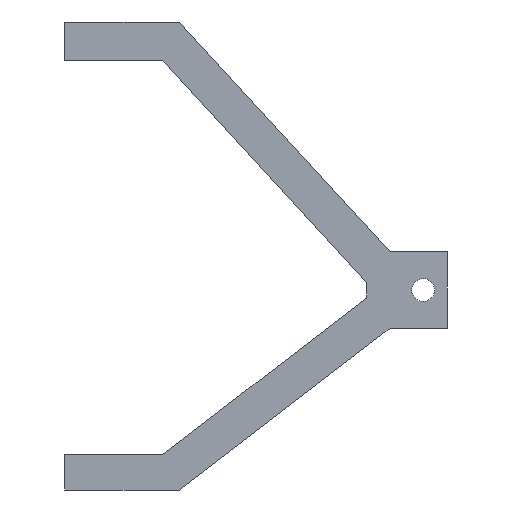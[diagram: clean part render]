
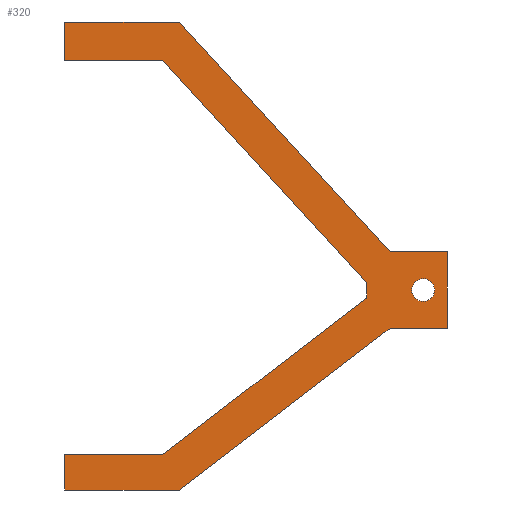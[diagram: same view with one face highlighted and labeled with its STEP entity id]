
A CAD part, left-side view. The second image highlights one B-rep face of the part: STEP entity #320.
In plain terms, the highlighted planar face has unit normal (-1, 0, 0).
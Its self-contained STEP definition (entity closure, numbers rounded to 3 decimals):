
#1=CARTESIAN_POINT('',(0.,3.18,0.));
#2=DIRECTION('',(-1.,0.,0.));
#3=DIRECTION('',(0.,0.,-1.));
#4=AXIS2_PLACEMENT_3D('',#1,#2,#3);
#6=CARTESIAN_POINT('',(0.,3.18,0.));
#7=DIRECTION('',(-1.,0.,0.));
#8=DIRECTION('',(0.,0.,1.));
#9=AXIS2_PLACEMENT_3D('',#6,#7,#8);
#11=DIRECTION('',(0.,0.,-1.));
#12=VECTOR('',#11,5.);
#13=CARTESIAN_POINT('',(0.,0.,0.));
#14=LINE('',#13,#12);
#15=DIRECTION('',(0.,1.,0.));
#16=VECTOR('',#15,7.5);
#17=CARTESIAN_POINT('',(0.,0.,-5.));
#18=LINE('',#17,#16);
#19=DIRECTION('',(0.,0.793,-0.609));
#20=VECTOR('',#19,34.671);
#21=CARTESIAN_POINT('',(0.,7.5,-5.));
#22=LINE('',#21,#20);
#23=DIRECTION('',(0.,1.,0.));
#24=VECTOR('',#23,15.);
#25=CARTESIAN_POINT('',(0.,35.,-26.115));
#26=LINE('',#25,#24);
#27=DIRECTION('',(0.,0.,1.));
#28=VECTOR('',#27,4.615);
#29=CARTESIAN_POINT('',(0.,50.,-26.115));
#30=LINE('',#29,#28);
#31=DIRECTION('',(0.,-1.,0.));
#32=VECTOR('',#31,12.8);
#33=CARTESIAN_POINT('',(0.,50.,-21.5));
#34=LINE('',#33,#32);
#35=DIRECTION('',(0.,-0.793,0.609));
#36=VECTOR('',#35,33.576);
#37=CARTESIAN_POINT('',(0.,37.2,-21.5));
#38=LINE('',#37,#36);
#39=DIRECTION('',(0.,0.,1.));
#40=VECTOR('',#39,2.);
#41=CARTESIAN_POINT('',(0.,10.568,-1.052));
#42=LINE('',#41,#40);
#43=DIRECTION('',(0.,0.676,0.737));
#44=VECTOR('',#43,39.411);
#45=CARTESIAN_POINT('',(0.,10.568,0.948));
#46=LINE('',#45,#44);
#47=DIRECTION('',(0.,1.,0.));
#48=VECTOR('',#47,12.8);
#49=CARTESIAN_POINT('',(0.,37.2,30.));
#50=LINE('',#49,#48);
#51=DIRECTION('',(0.,0.,1.));
#52=VECTOR('',#51,5.);
#53=CARTESIAN_POINT('',(0.,50.,30.));
#54=LINE('',#53,#52);
#55=DIRECTION('',(0.,-1.,0.));
#56=VECTOR('',#55,15.);
#57=CARTESIAN_POINT('',(0.,50.,35.));
#58=LINE('',#57,#56);
#59=DIRECTION('',(0.,-0.676,-0.737));
#60=VECTOR('',#59,40.697);
#61=CARTESIAN_POINT('',(0.,35.,35.));
#62=LINE('',#61,#60);
#63=DIRECTION('',(0.,-1.,0.));
#64=VECTOR('',#63,7.5);
#65=CARTESIAN_POINT('',(0.,7.5,5.));
#66=LINE('',#65,#64);
#67=DIRECTION('',(0.,0.,-1.));
#68=VECTOR('',#67,5.);
#69=CARTESIAN_POINT('',(0.,0.,5.));
#70=LINE('',#69,#68);
#209=CARTESIAN_POINT('',(0.,0.,0.));
#210=CARTESIAN_POINT('',(0.,0.,-5.));
#211=VERTEX_POINT('',#209);
#212=VERTEX_POINT('',#210);
#213=CARTESIAN_POINT('',(0.,7.5,-5.));
#214=VERTEX_POINT('',#213);
#215=CARTESIAN_POINT('',(0.,10.568,-1.052));
#216=CARTESIAN_POINT('',(0.,10.568,0.948));
#217=VERTEX_POINT('',#215);
#218=VERTEX_POINT('',#216);
#219=CARTESIAN_POINT('',(0.,37.2,30.));
#220=VERTEX_POINT('',#219);
#221=CARTESIAN_POINT('',(0.,50.,30.));
#222=VERTEX_POINT('',#221);
#223=CARTESIAN_POINT('',(0.,50.,35.));
#224=VERTEX_POINT('',#223);
#225=CARTESIAN_POINT('',(0.,35.,35.));
#226=VERTEX_POINT('',#225);
#227=CARTESIAN_POINT('',(0.,7.5,5.));
#228=VERTEX_POINT('',#227);
#229=CARTESIAN_POINT('',(0.,0.,5.));
#230=VERTEX_POINT('',#229);
#253=CARTESIAN_POINT('',(0.,35.,-26.115));
#254=VERTEX_POINT('',#253);
#255=CARTESIAN_POINT('',(0.,50.,-26.115));
#256=VERTEX_POINT('',#255);
#257=CARTESIAN_POINT('',(0.,50.,-21.5));
#258=VERTEX_POINT('',#257);
#259=CARTESIAN_POINT('',(0.,37.2,-21.5));
#260=VERTEX_POINT('',#259);
#269=CARTESIAN_POINT('',(0.,3.18,-1.5));
#270=CARTESIAN_POINT('',(0.,3.18,1.5));
#271=VERTEX_POINT('',#269);
#272=VERTEX_POINT('',#270);
#277=CARTESIAN_POINT('',(0.,0.,0.));
#278=DIRECTION('',(1.,0.,0.));
#279=DIRECTION('',(0.,0.,-1.));
#280=AXIS2_PLACEMENT_3D('',#277,#278,#279);
#281=PLANE('',#280);
#283=ORIENTED_EDGE('',*,*,#282,.T.);
#285=ORIENTED_EDGE('',*,*,#284,.T.);
#287=ORIENTED_EDGE('',*,*,#286,.T.);
#289=ORIENTED_EDGE('',*,*,#288,.T.);
#291=ORIENTED_EDGE('',*,*,#290,.T.);
#293=ORIENTED_EDGE('',*,*,#292,.T.);
#295=ORIENTED_EDGE('',*,*,#294,.T.);
#297=ORIENTED_EDGE('',*,*,#296,.T.);
#299=ORIENTED_EDGE('',*,*,#298,.T.);
#301=ORIENTED_EDGE('',*,*,#300,.T.);
#303=ORIENTED_EDGE('',*,*,#302,.T.);
#305=ORIENTED_EDGE('',*,*,#304,.T.);
#307=ORIENTED_EDGE('',*,*,#306,.T.);
#309=ORIENTED_EDGE('',*,*,#308,.T.);
#311=ORIENTED_EDGE('',*,*,#310,.T.);
#312=EDGE_LOOP('',(#283,#285,#287,#289,#291,#293,#295,#297,#299,#301,#303,#305,
#307,#309,#311));
#313=FACE_OUTER_BOUND('',#312,.F.);
#315=ORIENTED_EDGE('',*,*,#314,.T.);
#317=ORIENTED_EDGE('',*,*,#316,.T.);
#318=EDGE_LOOP('',(#315,#317));
#319=FACE_BOUND('',#318,.F.);
#320=ADVANCED_FACE('',(#313,#319),#281,.F.);
#5=CIRCLE('',#4,1.5);
#10=CIRCLE('',#9,1.5);
#282=EDGE_CURVE('',#211,#212,#14,.T.);
#284=EDGE_CURVE('',#212,#214,#18,.T.);
#286=EDGE_CURVE('',#214,#254,#22,.T.);
#288=EDGE_CURVE('',#254,#256,#26,.T.);
#290=EDGE_CURVE('',#256,#258,#30,.T.);
#292=EDGE_CURVE('',#258,#260,#34,.T.);
#294=EDGE_CURVE('',#260,#217,#38,.T.);
#296=EDGE_CURVE('',#217,#218,#42,.T.);
#298=EDGE_CURVE('',#218,#220,#46,.T.);
#300=EDGE_CURVE('',#220,#222,#50,.T.);
#302=EDGE_CURVE('',#222,#224,#54,.T.);
#304=EDGE_CURVE('',#224,#226,#58,.T.);
#306=EDGE_CURVE('',#226,#228,#62,.T.);
#308=EDGE_CURVE('',#228,#230,#66,.T.);
#310=EDGE_CURVE('',#230,#211,#70,.T.);
#314=EDGE_CURVE('',#271,#272,#5,.T.);
#316=EDGE_CURVE('',#272,#271,#10,.T.);
